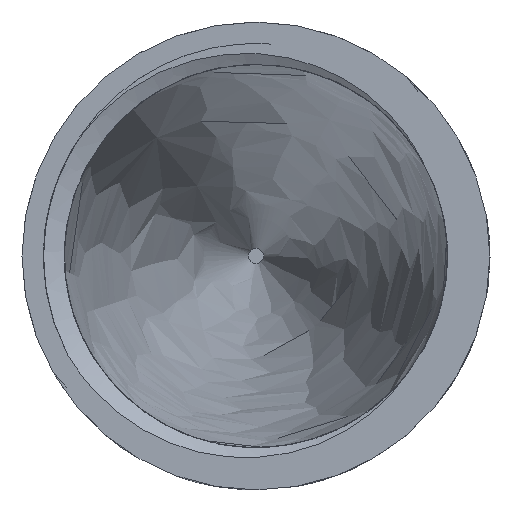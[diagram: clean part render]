
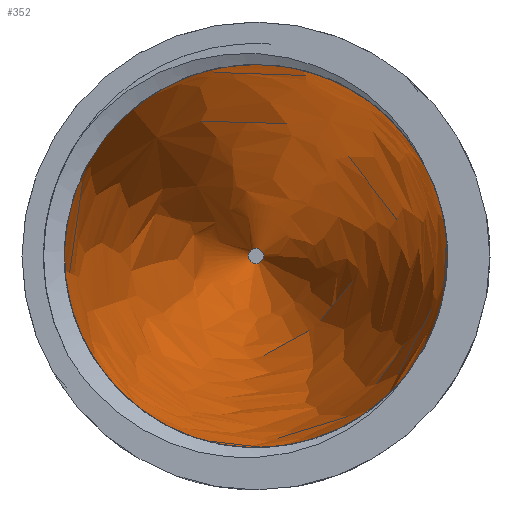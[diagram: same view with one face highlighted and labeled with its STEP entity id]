
A CAD part, left-side view. The second image highlights one B-rep face of the part: STEP entity #352.
In plain terms, the highlighted free-form (B-spline) face has degree [2, 2] with [3, 9] control points.
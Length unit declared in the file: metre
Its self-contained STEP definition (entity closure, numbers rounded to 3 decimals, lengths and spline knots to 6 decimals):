
#26=(
BOUNDED_SURFACE()
B_SPLINE_SURFACE(2,2,((#1582,#1583,#1584,#1585,#1586,#1587,#1588,#1589,
#1590),(#1591,#1592,#1593,#1594,#1595,#1596,#1597,#1598,#1599),(#1600,#1601,
#1602,#1603,#1604,#1605,#1606,#1607,#1608)),.UNSPECIFIED.,.F.,.T.,.F.)
B_SPLINE_SURFACE_WITH_KNOTS((3,3),(3,2,2,2,3),(0.0289,0.265565),
(-3.141593,-1.570796,0.,1.570796,3.141593),
 .UNSPECIFIED.)
GEOMETRIC_REPRESENTATION_ITEM()
RATIONAL_B_SPLINE_SURFACE(((1.,0.707,1.,0.707,1.,
0.707,1.,0.707,1.),(0.993,0.702,
0.993,0.702,0.993,0.702,
0.993,0.702,0.993),(1.,0.707,
1.,0.707,1.,0.707,1.,0.707,1.)))
REPRESENTATION_ITEM('')
SURFACE()
);
#35=FACE_OUTER_BOUND('',#53,.T.);
#53=EDGE_LOOP('',(#268,#269,#270,#271));
#75=CIRCLE('',#392,0.023254);
#76=CIRCLE('',#393,0.647561);
#77=CIRCLE('',#394,0.000824);
#163=VERTEX_POINT('',#1609);
#164=VERTEX_POINT('',#1611);
#209=EDGE_CURVE('',#163,#163,#75,.F.);
#210=EDGE_CURVE('',#163,#164,#76,.T.);
#211=EDGE_CURVE('',#164,#164,#77,.T.);
#268=ORIENTED_EDGE('',*,*,#209,.T.);
#269=ORIENTED_EDGE('',*,*,#210,.T.);
#270=ORIENTED_EDGE('',*,*,#211,.T.);
#271=ORIENTED_EDGE('',*,*,#210,.F.);
#352=ADVANCED_FACE('',(#35),#26,.T.);
#392=AXIS2_PLACEMENT_3D('',#1610,#443,#444);
#393=AXIS2_PLACEMENT_3D('',#1612,#445,#446);
#394=AXIS2_PLACEMENT_3D('',#1613,#447,#448);
#443=DIRECTION('center_axis',(1.,0.,0.));
#444=DIRECTION('ref_axis',(0.,0.643,0.766));
#445=DIRECTION('center_axis',(0.,0.766,-0.643));
#446=DIRECTION('ref_axis',(0.,0.643,0.766));
#447=DIRECTION('center_axis',(1.,0.,0.));
#448=DIRECTION('ref_axis',(0.,0.643,0.766));
#1582=CARTESIAN_POINT('Ctrl Pts',(0.044356,0.014947,
0.017814));
#1583=CARTESIAN_POINT('Ctrl Pts',(0.044356,-0.002866,
0.032761));
#1584=CARTESIAN_POINT('Ctrl Pts',(0.044356,-0.017814,
0.014947));
#1585=CARTESIAN_POINT('Ctrl Pts',(0.044356,-0.032761,
-0.002866));
#1586=CARTESIAN_POINT('Ctrl Pts',(0.044356,-0.014947,
-0.017814));
#1587=CARTESIAN_POINT('Ctrl Pts',(0.044356,0.002866,-0.032761));
#1588=CARTESIAN_POINT('Ctrl Pts',(0.044356,0.017814,
-0.014947));
#1589=CARTESIAN_POINT('Ctrl Pts',(0.044356,0.032761,
0.002866));
#1590=CARTESIAN_POINT('Ctrl Pts',(0.044356,0.014947,
0.017814));
#1591=CARTESIAN_POINT('Ctrl Pts',(0.121312,0.013517,
0.016109));
#1592=CARTESIAN_POINT('Ctrl Pts',(0.121312,-0.002592,
0.029627));
#1593=CARTESIAN_POINT('Ctrl Pts',(0.121312,-0.016109,
0.013517));
#1594=CARTESIAN_POINT('Ctrl Pts',(0.121312,-0.029627,
-0.002592));
#1595=CARTESIAN_POINT('Ctrl Pts',(0.121312,-0.013517,
-0.016109));
#1596=CARTESIAN_POINT('Ctrl Pts',(0.121312,0.002592,
-0.029627));
#1597=CARTESIAN_POINT('Ctrl Pts',(0.121312,0.016109,-0.013517));
#1598=CARTESIAN_POINT('Ctrl Pts',(0.121312,0.029627,
0.002592));
#1599=CARTESIAN_POINT('Ctrl Pts',(0.121312,0.013517,
0.016109));
#1600=CARTESIAN_POINT('Ctrl Pts',(0.1956,0.000529,
0.000631));
#1601=CARTESIAN_POINT('Ctrl Pts',(0.1956,-0.000102,
0.00116));
#1602=CARTESIAN_POINT('Ctrl Pts',(0.1956,-0.000631,
0.000529));
#1603=CARTESIAN_POINT('Ctrl Pts',(0.1956,-0.00116,
-0.000102));
#1604=CARTESIAN_POINT('Ctrl Pts',(0.1956,-0.000529,
-0.000631));
#1605=CARTESIAN_POINT('Ctrl Pts',(0.1956,0.000102,
-0.00116));
#1606=CARTESIAN_POINT('Ctrl Pts',(0.1956,0.000631,
-0.000529));
#1607=CARTESIAN_POINT('Ctrl Pts',(0.1956,0.00116,
0.000102));
#1608=CARTESIAN_POINT('Ctrl Pts',(0.1956,0.000529,
0.000631));
#1609=CARTESIAN_POINT('',(0.044356,0.014947,0.017814));
#1610=CARTESIAN_POINT('Origin',(0.044356,0.,
0.));
#1611=CARTESIAN_POINT('',(0.1956,0.000529,0.000631));
#1612=CARTESIAN_POINT('Origin',(0.025645,-0.401123,-0.47804));
#1613=CARTESIAN_POINT('Origin',(0.1956,0.,
0.));
